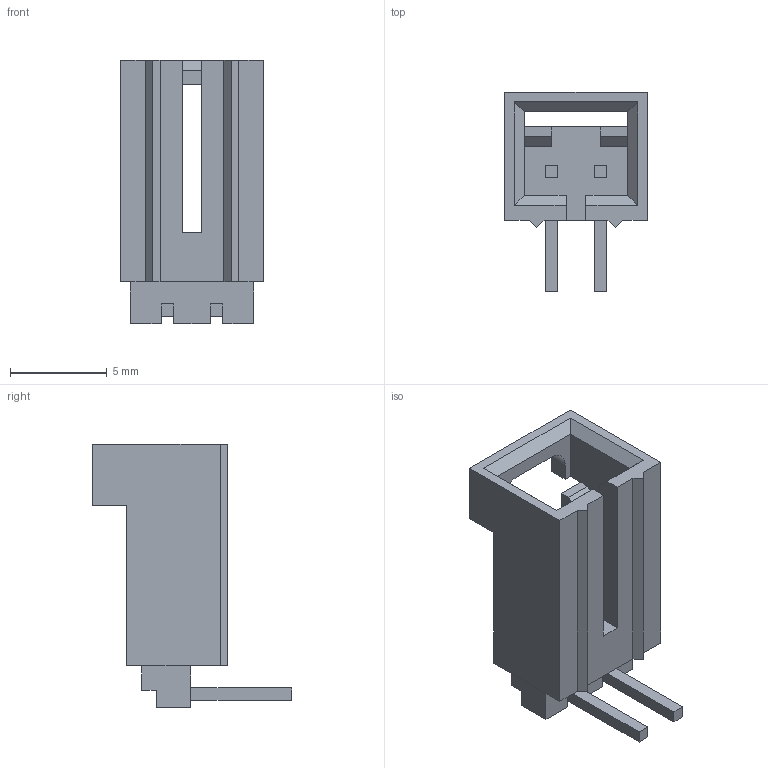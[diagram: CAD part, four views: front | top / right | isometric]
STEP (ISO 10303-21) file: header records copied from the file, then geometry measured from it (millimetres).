
FILE_DESCRIPTION(('STEP AP242'),'1');
FILE_NAME('70553-0001.stp','2021-02-25T20:15:23',('TraceParts'),('TraceParts S.A.'),'Spatial InterOp 3D',' ',' ');
FILE_SCHEMA(('AP242_MANAGED_MODEL_BASED_3D_ENGINEERING_MIM_LF {1 0 10303 442 1 1 4}'));
Length unit declared in the file: millimetre
Products named in the file (1): 70553-0001_1
Bounding box: 7.37 x 10.29 x 13.59 mm (x, y, z)
Volume: 301.3 mm3; surface area: 603.5 mm2
Topology: 1 solids, 1 shells, 78 faces, 219 edges, 148 vertices
Faces by surface type: plane 74, cylinder 4
Entity records: 2485 total; most frequent: CARTESIAN_POINT 439, ORIENTED_EDGE 430, DIRECTION 391, EDGE_CURVE 215, LINE 207, VECTOR 207, VERTEX_POINT 140, AXIS2_PLACEMENT_3D 92
